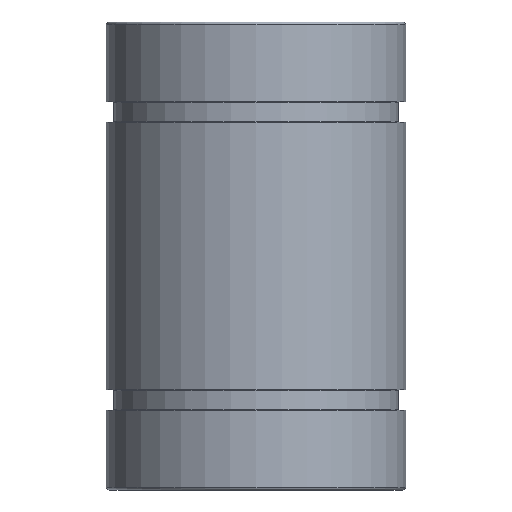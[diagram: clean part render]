
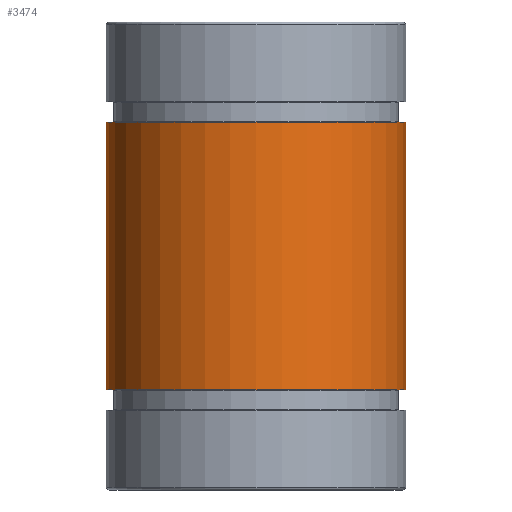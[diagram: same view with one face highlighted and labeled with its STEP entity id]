
A CAD part, front view. The second image highlights one B-rep face of the part: STEP entity #3474.
In plain terms, the highlighted cylindrical face has radius 8 mm (diameter 16 mm), a full revolution.
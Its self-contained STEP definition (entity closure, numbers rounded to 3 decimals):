
#689=LINE('',#5400,#744);
#744=VECTOR('',#4407,8.);
#799=CYLINDRICAL_SURFACE('',#3908,8.);
#819=FACE_OUTER_BOUND('',#1087,.T.);
#1087=EDGE_LOOP('',(#2568,#2569,#2570,#2571));
#1381=CIRCLE('',#3909,8.);
#1382=CIRCLE('',#3910,8.);
#1632=VERTEX_POINT('',#5397);
#1633=VERTEX_POINT('',#5399);
#2106=EDGE_CURVE('',#1632,#1632,#1381,.T.);
#2107=EDGE_CURVE('',#1632,#1633,#689,.T.);
#2108=EDGE_CURVE('',#1633,#1633,#1382,.T.);
#2568=ORIENTED_EDGE('',*,*,#2106,.F.);
#2569=ORIENTED_EDGE('',*,*,#2107,.T.);
#2570=ORIENTED_EDGE('',*,*,#2108,.T.);
#2571=ORIENTED_EDGE('',*,*,#2107,.F.);
#3474=ADVANCED_FACE('',(#819),#799,.T.);
#3908=AXIS2_PLACEMENT_3D('',#5396,#4403,#4404);
#3909=AXIS2_PLACEMENT_3D('',#5398,#4405,#4406);
#3910=AXIS2_PLACEMENT_3D('',#5401,#4408,#4409);
#4403=DIRECTION('center_axis',(0.,0.,1.));
#4404=DIRECTION('ref_axis',(1.,0.,0.));
#4405=DIRECTION('center_axis',(0.,0.,1.));
#4406=DIRECTION('ref_axis',(1.,0.,0.));
#4407=DIRECTION('',(0.,0.,-1.));
#4408=DIRECTION('center_axis',(0.,0.,1.));
#4409=DIRECTION('ref_axis',(1.,0.,0.));
#5396=CARTESIAN_POINT('Origin',(0.,0.,12.5));
#5397=CARTESIAN_POINT('',(-8.,0.,7.15));
#5398=CARTESIAN_POINT('Origin',(0.,0.,7.15));
#5399=CARTESIAN_POINT('',(-8.,0.,-7.15));
#5400=CARTESIAN_POINT('',(-8.,0.,12.5));
#5401=CARTESIAN_POINT('Origin',(0.,0.,-7.15));
